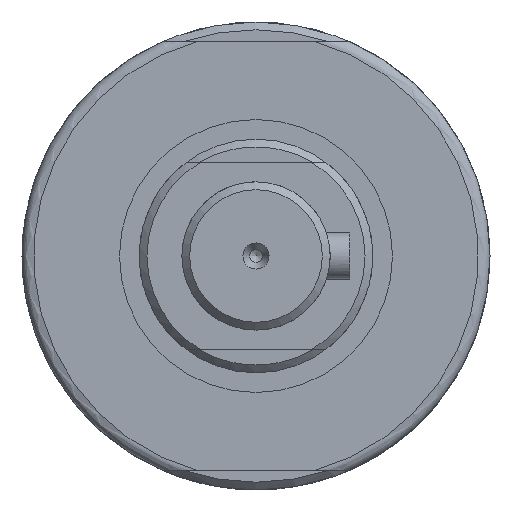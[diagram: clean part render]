
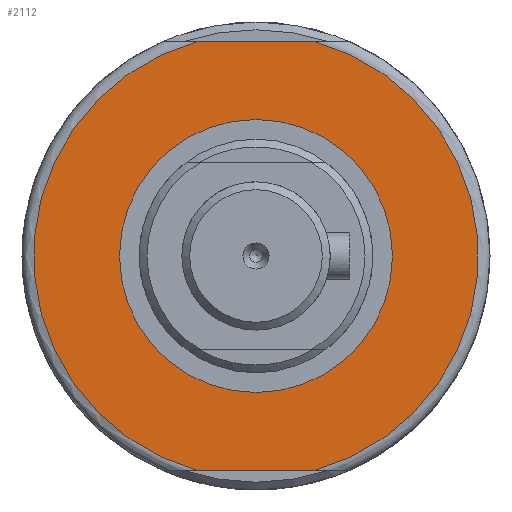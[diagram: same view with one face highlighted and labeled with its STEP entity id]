
A CAD part, left-side view. The second image highlights one B-rep face of the part: STEP entity #2112.
In plain terms, the highlighted planar face has unit normal (-1, 0, 0).
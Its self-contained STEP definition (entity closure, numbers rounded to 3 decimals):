
#1841=CARTESIAN_POINT('',(-198.7,17.5,0.));
#1842=VERTEX_POINT('',#1841);
#1843=CARTESIAN_POINT('',(-198.7,0.,0.));
#1844=DIRECTION('',(1.0,0.0,0.0));
#1845=DIRECTION('',(0.0,1.0,0.0));
#1846=AXIS2_PLACEMENT_3D('',#1843,#1844,#1845);
#1847=CIRCLE('',#1846,17.5);
#1848=EDGE_CURVE('',#1842,#1842,#1847,.T.);
#1935=CARTESIAN_POINT('',(-198.7,-7.483,27.5));
#1936=VERTEX_POINT('',#1935);
#1962=CARTESIAN_POINT('',(-198.7,-7.483,-27.5));
#1963=VERTEX_POINT('',#1962);
#1964=CARTESIAN_POINT('',(-198.7,0.,0.));
#1965=DIRECTION('',(1.0,0.0,0.0));
#1966=DIRECTION('',(0.0,1.0,0.0));
#1967=AXIS2_PLACEMENT_3D('',#1964,#1965,#1966);
#1968=CIRCLE('',#1967,28.5);
#1969=EDGE_CURVE('',#1936,#1963,#1968,.T.);
#2013=CARTESIAN_POINT('',(-198.7,7.483,27.5));
#2014=VERTEX_POINT('',#2013);
#2051=CARTESIAN_POINT('',(-198.7,7.483,-27.5));
#2052=VERTEX_POINT('',#2051);
#2078=CARTESIAN_POINT('',(-198.7,0.,0.));
#2079=DIRECTION('',(1.0,0.0,0.0));
#2080=DIRECTION('',(0.0,1.0,0.0));
#2081=AXIS2_PLACEMENT_3D('',#2078,#2079,#2080);
#2082=CIRCLE('',#2081,28.5);
#2083=EDGE_CURVE('',#2052,#2014,#2082,.T.);
#2088=CARTESIAN_POINT('',(-198.7,23.,0.));
#2089=DIRECTION('',(-1.0,0.0,0.0));
#2090=DIRECTION('',(0.0,0.0,1.0));
#2091=AXIS2_PLACEMENT_3D('',#2088,#2089,#2090);
#2092=PLANE('',#2091);
#2093=CARTESIAN_POINT('',(-198.7,-7.483,27.5));
#2094=DIRECTION('',(0.0,1.0,0.0));
#2095=VECTOR('',#2094,14.967);
#2096=LINE('',#2093,#2095);
#2097=EDGE_CURVE('',#1936,#2014,#2096,.T.);
#2098=ORIENTED_EDGE('',*,*,#2097,.T.);
#2099=ORIENTED_EDGE('',*,*,#2083,.F.);
#2100=CARTESIAN_POINT('',(-198.7,7.483,-27.5));
#2101=DIRECTION('',(0.0,-1.0,0.0));
#2102=VECTOR('',#2101,14.967);
#2103=LINE('',#2100,#2102);
#2104=EDGE_CURVE('',#2052,#1963,#2103,.T.);
#2105=ORIENTED_EDGE('',*,*,#2104,.T.);
#2106=ORIENTED_EDGE('',*,*,#1969,.F.);
#2107=EDGE_LOOP('',(#2098,#2099,#2105,#2106));
#2108=FACE_OUTER_BOUND('',#2107,.T.);
#2109=ORIENTED_EDGE('',*,*,#1848,.T.);
#2110=EDGE_LOOP('',(#2109));
#2111=FACE_BOUND('',#2110,.T.);
#2112=ADVANCED_FACE('',(#2108,#2111),#2092,.T.);
